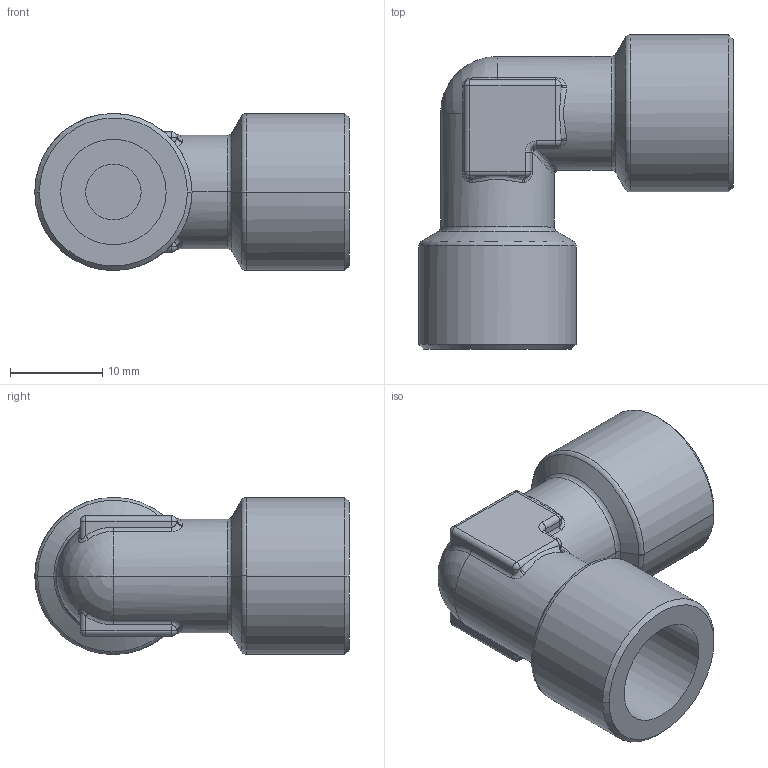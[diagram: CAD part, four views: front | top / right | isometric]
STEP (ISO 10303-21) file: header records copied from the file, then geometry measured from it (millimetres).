
FILE_DESCRIPTION(('STEP AP214'),'1');
FILE_NAME('0912_00_13.stp','2016-07-07T14:19:25',('TraceParts'),('TraceParts S.A.'),'Spatial InterOp 3D',' ',' ');
FILE_SCHEMA(('automotive_design'));
Length unit declared in the file: millimetre
Products named in the file (1): 0912_00_13
Bounding box: 34 x 34 x 17 mm (x, y, z)
Volume: 6222.7 mm3; surface area: 3935.8 mm2
Topology: 1 solids, 1 shells, 134 faces, 296 edges, 166 vertices
Faces by surface type: cylinder 48, bspline 26, torus 20, sphere 16, plane 16, cone 8
Entity records: 4979 total; most frequent: CARTESIAN_POINT 2123, DIRECTION 626, ORIENTED_EDGE 588, EDGE_CURVE 294, AXIS2_PLACEMENT_3D 275, VERTEX_POINT 166, CIRCLE 166, EDGE_LOOP 138
